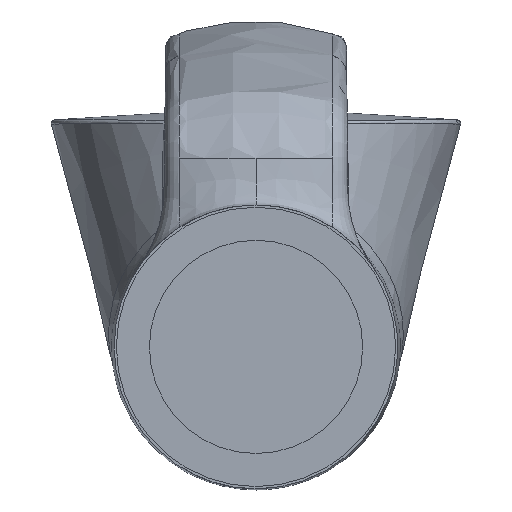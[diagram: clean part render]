
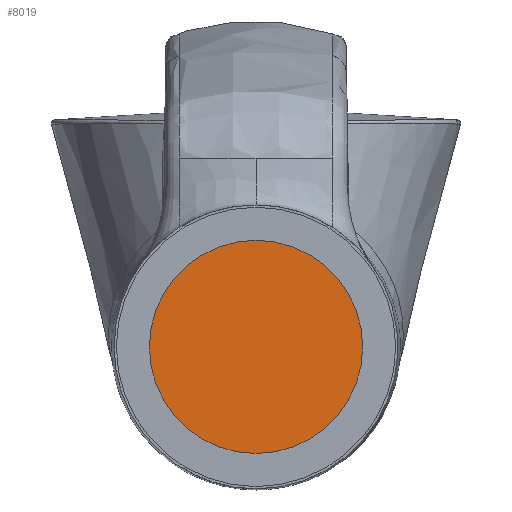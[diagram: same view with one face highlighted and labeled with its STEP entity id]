
A CAD part, front view. The second image highlights one B-rep face of the part: STEP entity #8019.
In plain terms, the highlighted planar face has unit normal (0, -1, 0).
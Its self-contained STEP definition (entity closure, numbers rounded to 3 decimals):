
#721 = EDGE_LOOP ( 'NONE', ( #10494 ) ) ;
#764 = DIRECTION ( 'NONE',  ( 0., -1., 0. ) ) ;
#5002 = DIRECTION ( 'NONE',  ( 0., -1., 0. ) ) ;
#5176 = CARTESIAN_POINT ( 'NONE',  ( 9.316, 0.7, -0.264 ) ) ;
#7669 = PLANE ( 'NONE',  #11061 ) ;
#8019 = ADVANCED_FACE ( 'NONE', ( #13450 ), #7669, .T. ) ;
#9092 = CARTESIAN_POINT ( 'NONE',  ( 0., 0.7, -0.264 ) ) ;
#9242 = AXIS2_PLACEMENT_3D ( 'NONE', #13206, #5002, #14545 ) ;
#10452 = DIRECTION ( 'NONE',  ( 1., 0., 0. ) ) ;
#10494 = ORIENTED_EDGE ( 'NONE', *, *, #16590, .T. ) ;
#11061 = AXIS2_PLACEMENT_3D ( 'NONE', #9092, #764, #10452 ) ;
#13206 = CARTESIAN_POINT ( 'NONE',  ( 0., 0.7, -0.264 ) ) ;
#13450 = FACE_OUTER_BOUND ( 'NONE', #721, .T. ) ;
#13950 = VERTEX_POINT ( 'NONE', #5176 ) ;
#14545 = DIRECTION ( 'NONE',  ( 1., 0., 0. ) ) ;
#15387 = CIRCLE ( 'NONE', #9242, 9.316 ) ;
#16590 = EDGE_CURVE ( 'NONE', #13950, #13950, #15387, .T. ) ;
